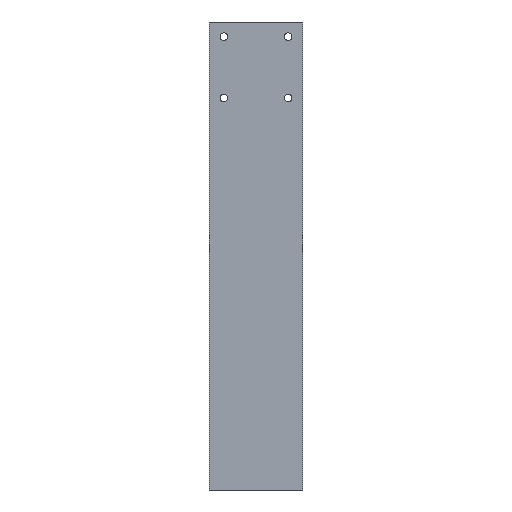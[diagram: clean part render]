
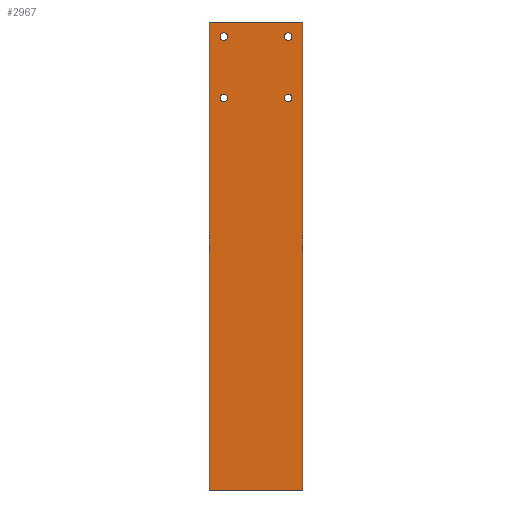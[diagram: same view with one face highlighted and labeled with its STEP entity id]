
A CAD part, front view. The second image highlights one B-rep face of the part: STEP entity #2967.
In plain terms, the highlighted planar face has unit normal (0, -1, 0).
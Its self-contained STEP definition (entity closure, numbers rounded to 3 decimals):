
#44 = PLANE('',#45);
#45 = AXIS2_PLACEMENT_3D('',#46,#47,#48);
#46 = CARTESIAN_POINT('',(0.,-194.833,-645.));
#47 = DIRECTION('',(0.,0.,1.));
#48 = DIRECTION('',(1.,0.,0.));
#72 = PLANE('',#73);
#73 = AXIS2_PLACEMENT_3D('',#74,#75,#76);
#74 = CARTESIAN_POINT('',(-80.,-235.,-645.));
#75 = DIRECTION('',(-1.,0.,0.));
#76 = DIRECTION('',(0.,1.,0.));
#100 = PLANE('',#101);
#101 = AXIS2_PLACEMENT_3D('',#102,#103,#104);
#102 = CARTESIAN_POINT('',(0.,-194.833,155.));
#103 = DIRECTION('',(0.,0.,1.));
#104 = DIRECTION('',(1.,0.,0.));
#310 = CYLINDRICAL_SURFACE('',#311,6.5);
#311 = AXIS2_PLACEMENT_3D('',#312,#313,#314);
#312 = CARTESIAN_POINT('',(-55.,-235.,130.));
#313 = DIRECTION('',(0.,-1.,0.));
#314 = DIRECTION('',(1.,0.,0.));
#345 = CYLINDRICAL_SURFACE('',#346,6.5);
#346 = AXIS2_PLACEMENT_3D('',#347,#348,#349);
#347 = CARTESIAN_POINT('',(-55.,-235.,25.));
#348 = DIRECTION('',(0.,-1.,0.));
#349 = DIRECTION('',(1.,0.,0.));
#579 = VERTEX_POINT('',#580);
#580 = CARTESIAN_POINT('',(-80.,-235.,-645.));
#601 = EDGE_CURVE('',#602,#579,#604,.T.);
#602 = VERTEX_POINT('',#603);
#603 = CARTESIAN_POINT('',(80.,-235.,-645.));
#604 = SURFACE_CURVE('',#605,(#609,#616),.PCURVE_S1.);
#605 = LINE('',#606,#607);
#606 = CARTESIAN_POINT('',(80.,-235.,-645.));
#607 = VECTOR('',#608,1.);
#608 = DIRECTION('',(-1.,0.,0.));
#609 = PCURVE('',#44,#610);
#610 = DEFINITIONAL_REPRESENTATION('',(#611),#615);
#611 = LINE('',#612,#613);
#612 = CARTESIAN_POINT('',(80.,-40.167));
#613 = VECTOR('',#614,1.);
#614 = DIRECTION('',(-1.,0.));
#615 = ( GEOMETRIC_REPRESENTATION_CONTEXT(2) 
PARAMETRIC_REPRESENTATION_CONTEXT() REPRESENTATION_CONTEXT('2D SPACE',''
  ) );
#616 = PCURVE('',#617,#622);
#617 = PLANE('',#618);
#618 = AXIS2_PLACEMENT_3D('',#619,#620,#621);
#619 = CARTESIAN_POINT('',(80.,-235.,-645.));
#620 = DIRECTION('',(0.,-1.,0.));
#621 = DIRECTION('',(-1.,0.,0.));
#622 = DEFINITIONAL_REPRESENTATION('',(#623),#627);
#623 = LINE('',#624,#625);
#624 = CARTESIAN_POINT('',(0.,-0.));
#625 = VECTOR('',#626,1.);
#626 = DIRECTION('',(1.,0.));
#627 = ( GEOMETRIC_REPRESENTATION_CONTEXT(2) 
PARAMETRIC_REPRESENTATION_CONTEXT() REPRESENTATION_CONTEXT('2D SPACE',''
  ) );
#645 = PLANE('',#646);
#646 = AXIS2_PLACEMENT_3D('',#647,#648,#649);
#647 = CARTESIAN_POINT('',(80.,-155.,-645.));
#648 = DIRECTION('',(1.,0.,0.));
#649 = DIRECTION('',(0.,-1.,0.));
#765 = EDGE_CURVE('',#579,#766,#768,.T.);
#766 = VERTEX_POINT('',#767);
#767 = CARTESIAN_POINT('',(-80.,-235.,155.));
#768 = SURFACE_CURVE('',#769,(#773,#780),.PCURVE_S1.);
#769 = LINE('',#770,#771);
#770 = CARTESIAN_POINT('',(-80.,-235.,-645.));
#771 = VECTOR('',#772,1.);
#772 = DIRECTION('',(0.,0.,1.));
#773 = PCURVE('',#72,#774);
#774 = DEFINITIONAL_REPRESENTATION('',(#775),#779);
#775 = LINE('',#776,#777);
#776 = CARTESIAN_POINT('',(0.,0.));
#777 = VECTOR('',#778,1.);
#778 = DIRECTION('',(0.,-1.));
#779 = ( GEOMETRIC_REPRESENTATION_CONTEXT(2) 
PARAMETRIC_REPRESENTATION_CONTEXT() REPRESENTATION_CONTEXT('2D SPACE',''
  ) );
#780 = PCURVE('',#617,#781);
#781 = DEFINITIONAL_REPRESENTATION('',(#782),#786);
#782 = LINE('',#783,#784);
#783 = CARTESIAN_POINT('',(160.,0.));
#784 = VECTOR('',#785,1.);
#785 = DIRECTION('',(0.,-1.));
#786 = ( GEOMETRIC_REPRESENTATION_CONTEXT(2) 
PARAMETRIC_REPRESENTATION_CONTEXT() REPRESENTATION_CONTEXT('2D SPACE',''
  ) );
#865 = EDGE_CURVE('',#866,#766,#868,.T.);
#866 = VERTEX_POINT('',#867);
#867 = CARTESIAN_POINT('',(80.,-235.,155.));
#868 = SURFACE_CURVE('',#869,(#873,#880),.PCURVE_S1.);
#869 = LINE('',#870,#871);
#870 = CARTESIAN_POINT('',(80.,-235.,155.));
#871 = VECTOR('',#872,1.);
#872 = DIRECTION('',(-1.,0.,0.));
#873 = PCURVE('',#100,#874);
#874 = DEFINITIONAL_REPRESENTATION('',(#875),#879);
#875 = LINE('',#876,#877);
#876 = CARTESIAN_POINT('',(80.,-40.167));
#877 = VECTOR('',#878,1.);
#878 = DIRECTION('',(-1.,0.));
#879 = ( GEOMETRIC_REPRESENTATION_CONTEXT(2) 
PARAMETRIC_REPRESENTATION_CONTEXT() REPRESENTATION_CONTEXT('2D SPACE',''
  ) );
#880 = PCURVE('',#617,#881);
#881 = DEFINITIONAL_REPRESENTATION('',(#882),#886);
#882 = LINE('',#883,#884);
#883 = CARTESIAN_POINT('',(0.,-800.));
#884 = VECTOR('',#885,1.);
#885 = DIRECTION('',(1.,0.));
#886 = ( GEOMETRIC_REPRESENTATION_CONTEXT(2) 
PARAMETRIC_REPRESENTATION_CONTEXT() REPRESENTATION_CONTEXT('2D SPACE',''
  ) );
#1334 = EDGE_CURVE('',#1335,#1335,#1337,.T.);
#1335 = VERTEX_POINT('',#1336);
#1336 = CARTESIAN_POINT('',(-48.5,-235.,130.));
#1337 = SURFACE_CURVE('',#1338,(#1343,#1350),.PCURVE_S1.);
#1338 = CIRCLE('',#1339,6.5);
#1339 = AXIS2_PLACEMENT_3D('',#1340,#1341,#1342);
#1340 = CARTESIAN_POINT('',(-55.,-235.,130.));
#1341 = DIRECTION('',(0.,-1.,0.));
#1342 = DIRECTION('',(1.,0.,0.));
#1343 = PCURVE('',#310,#1344);
#1344 = DEFINITIONAL_REPRESENTATION('',(#1345),#1349);
#1345 = LINE('',#1346,#1347);
#1346 = CARTESIAN_POINT('',(0.,0.));
#1347 = VECTOR('',#1348,1.);
#1348 = DIRECTION('',(1.,0.));
#1349 = ( GEOMETRIC_REPRESENTATION_CONTEXT(2) 
PARAMETRIC_REPRESENTATION_CONTEXT() REPRESENTATION_CONTEXT('2D SPACE',''
  ) );
#1350 = PCURVE('',#617,#1351);
#1351 = DEFINITIONAL_REPRESENTATION('',(#1352),#1356);
#1352 = CIRCLE('',#1353,6.5);
#1353 = AXIS2_PLACEMENT_2D('',#1354,#1355);
#1354 = CARTESIAN_POINT('',(135.,-775.));
#1355 = DIRECTION('',(-1.,-0.));
#1356 = ( GEOMETRIC_REPRESENTATION_CONTEXT(2) 
PARAMETRIC_REPRESENTATION_CONTEXT() REPRESENTATION_CONTEXT('2D SPACE',''
  ) );
#1384 = EDGE_CURVE('',#1385,#1385,#1387,.T.);
#1385 = VERTEX_POINT('',#1386);
#1386 = CARTESIAN_POINT('',(-48.5,-235.,25.));
#1387 = SURFACE_CURVE('',#1388,(#1393,#1400),.PCURVE_S1.);
#1388 = CIRCLE('',#1389,6.5);
#1389 = AXIS2_PLACEMENT_3D('',#1390,#1391,#1392);
#1390 = CARTESIAN_POINT('',(-55.,-235.,25.));
#1391 = DIRECTION('',(0.,-1.,0.));
#1392 = DIRECTION('',(1.,0.,0.));
#1393 = PCURVE('',#345,#1394);
#1394 = DEFINITIONAL_REPRESENTATION('',(#1395),#1399);
#1395 = LINE('',#1396,#1397);
#1396 = CARTESIAN_POINT('',(0.,0.));
#1397 = VECTOR('',#1398,1.);
#1398 = DIRECTION('',(1.,0.));
#1399 = ( GEOMETRIC_REPRESENTATION_CONTEXT(2) 
PARAMETRIC_REPRESENTATION_CONTEXT() REPRESENTATION_CONTEXT('2D SPACE',''
  ) );
#1400 = PCURVE('',#617,#1401);
#1401 = DEFINITIONAL_REPRESENTATION('',(#1402),#1406);
#1402 = CIRCLE('',#1403,6.5);
#1403 = AXIS2_PLACEMENT_2D('',#1404,#1405);
#1404 = CARTESIAN_POINT('',(135.,-670.));
#1405 = DIRECTION('',(-1.,-0.));
#1406 = ( GEOMETRIC_REPRESENTATION_CONTEXT(2) 
PARAMETRIC_REPRESENTATION_CONTEXT() REPRESENTATION_CONTEXT('2D SPACE',''
  ) );
#2584 = CYLINDRICAL_SURFACE('',#2585,6.5);
#2585 = AXIS2_PLACEMENT_3D('',#2586,#2587,#2588);
#2586 = CARTESIAN_POINT('',(55.,-235.,130.));
#2587 = DIRECTION('',(0.,-1.,0.));
#2588 = DIRECTION('',(1.,0.,0.));
#2619 = CYLINDRICAL_SURFACE('',#2620,6.5);
#2620 = AXIS2_PLACEMENT_3D('',#2621,#2622,#2623);
#2621 = CARTESIAN_POINT('',(55.,-235.,25.));
#2622 = DIRECTION('',(0.,-1.,0.));
#2623 = DIRECTION('',(1.,0.,0.));
#2946 = EDGE_CURVE('',#602,#866,#2947,.T.);
#2947 = SURFACE_CURVE('',#2948,(#2952,#2959),.PCURVE_S1.);
#2948 = LINE('',#2949,#2950);
#2949 = CARTESIAN_POINT('',(80.,-235.,-645.));
#2950 = VECTOR('',#2951,1.);
#2951 = DIRECTION('',(0.,0.,1.));
#2952 = PCURVE('',#645,#2953);
#2953 = DEFINITIONAL_REPRESENTATION('',(#2954),#2958);
#2954 = LINE('',#2955,#2956);
#2955 = CARTESIAN_POINT('',(80.,0.));
#2956 = VECTOR('',#2957,1.);
#2957 = DIRECTION('',(0.,-1.));
#2958 = ( GEOMETRIC_REPRESENTATION_CONTEXT(2) 
PARAMETRIC_REPRESENTATION_CONTEXT() REPRESENTATION_CONTEXT('2D SPACE',''
  ) );
#2959 = PCURVE('',#617,#2960);
#2960 = DEFINITIONAL_REPRESENTATION('',(#2961),#2965);
#2961 = LINE('',#2962,#2963);
#2962 = CARTESIAN_POINT('',(0.,-0.));
#2963 = VECTOR('',#2964,1.);
#2964 = DIRECTION('',(0.,-1.));
#2965 = ( GEOMETRIC_REPRESENTATION_CONTEXT(2) 
PARAMETRIC_REPRESENTATION_CONTEXT() REPRESENTATION_CONTEXT('2D SPACE',''
  ) );
#2967 = ADVANCED_FACE('',(#2968,#2974,#3000,#3003,#3029),#617,.T.);
#2968 = FACE_BOUND('',#2969,.T.);
#2969 = EDGE_LOOP('',(#2970,#2971,#2972,#2973));
#2970 = ORIENTED_EDGE('',*,*,#2946,.T.);
#2971 = ORIENTED_EDGE('',*,*,#865,.T.);
#2972 = ORIENTED_EDGE('',*,*,#765,.F.);
#2973 = ORIENTED_EDGE('',*,*,#601,.F.);
#2974 = FACE_BOUND('',#2975,.T.);
#2975 = EDGE_LOOP('',(#2976));
#2976 = ORIENTED_EDGE('',*,*,#2977,.F.);
#2977 = EDGE_CURVE('',#2978,#2978,#2980,.T.);
#2978 = VERTEX_POINT('',#2979);
#2979 = CARTESIAN_POINT('',(61.5,-235.,130.));
#2980 = SURFACE_CURVE('',#2981,(#2986,#2993),.PCURVE_S1.);
#2981 = CIRCLE('',#2982,6.5);
#2982 = AXIS2_PLACEMENT_3D('',#2983,#2984,#2985);
#2983 = CARTESIAN_POINT('',(55.,-235.,130.));
#2984 = DIRECTION('',(0.,-1.,0.));
#2985 = DIRECTION('',(1.,0.,0.));
#2986 = PCURVE('',#617,#2987);
#2987 = DEFINITIONAL_REPRESENTATION('',(#2988),#2992);
#2988 = CIRCLE('',#2989,6.5);
#2989 = AXIS2_PLACEMENT_2D('',#2990,#2991);
#2990 = CARTESIAN_POINT('',(25.,-775.));
#2991 = DIRECTION('',(-1.,-0.));
#2992 = ( GEOMETRIC_REPRESENTATION_CONTEXT(2) 
PARAMETRIC_REPRESENTATION_CONTEXT() REPRESENTATION_CONTEXT('2D SPACE',''
  ) );
#2993 = PCURVE('',#2584,#2994);
#2994 = DEFINITIONAL_REPRESENTATION('',(#2995),#2999);
#2995 = LINE('',#2996,#2997);
#2996 = CARTESIAN_POINT('',(0.,0.));
#2997 = VECTOR('',#2998,1.);
#2998 = DIRECTION('',(1.,0.));
#2999 = ( GEOMETRIC_REPRESENTATION_CONTEXT(2) 
PARAMETRIC_REPRESENTATION_CONTEXT() REPRESENTATION_CONTEXT('2D SPACE',''
  ) );
#3000 = FACE_BOUND('',#3001,.T.);
#3001 = EDGE_LOOP('',(#3002));
#3002 = ORIENTED_EDGE('',*,*,#1334,.F.);
#3003 = FACE_BOUND('',#3004,.T.);
#3004 = EDGE_LOOP('',(#3005));
#3005 = ORIENTED_EDGE('',*,*,#3006,.F.);
#3006 = EDGE_CURVE('',#3007,#3007,#3009,.T.);
#3007 = VERTEX_POINT('',#3008);
#3008 = CARTESIAN_POINT('',(61.5,-235.,25.));
#3009 = SURFACE_CURVE('',#3010,(#3015,#3022),.PCURVE_S1.);
#3010 = CIRCLE('',#3011,6.5);
#3011 = AXIS2_PLACEMENT_3D('',#3012,#3013,#3014);
#3012 = CARTESIAN_POINT('',(55.,-235.,25.));
#3013 = DIRECTION('',(0.,-1.,0.));
#3014 = DIRECTION('',(1.,0.,0.));
#3015 = PCURVE('',#617,#3016);
#3016 = DEFINITIONAL_REPRESENTATION('',(#3017),#3021);
#3017 = CIRCLE('',#3018,6.5);
#3018 = AXIS2_PLACEMENT_2D('',#3019,#3020);
#3019 = CARTESIAN_POINT('',(25.,-670.));
#3020 = DIRECTION('',(-1.,-0.));
#3021 = ( GEOMETRIC_REPRESENTATION_CONTEXT(2) 
PARAMETRIC_REPRESENTATION_CONTEXT() REPRESENTATION_CONTEXT('2D SPACE',''
  ) );
#3022 = PCURVE('',#2619,#3023);
#3023 = DEFINITIONAL_REPRESENTATION('',(#3024),#3028);
#3024 = LINE('',#3025,#3026);
#3025 = CARTESIAN_POINT('',(0.,0.));
#3026 = VECTOR('',#3027,1.);
#3027 = DIRECTION('',(1.,0.));
#3028 = ( GEOMETRIC_REPRESENTATION_CONTEXT(2) 
PARAMETRIC_REPRESENTATION_CONTEXT() REPRESENTATION_CONTEXT('2D SPACE',''
  ) );
#3029 = FACE_BOUND('',#3030,.T.);
#3030 = EDGE_LOOP('',(#3031));
#3031 = ORIENTED_EDGE('',*,*,#1384,.F.);
